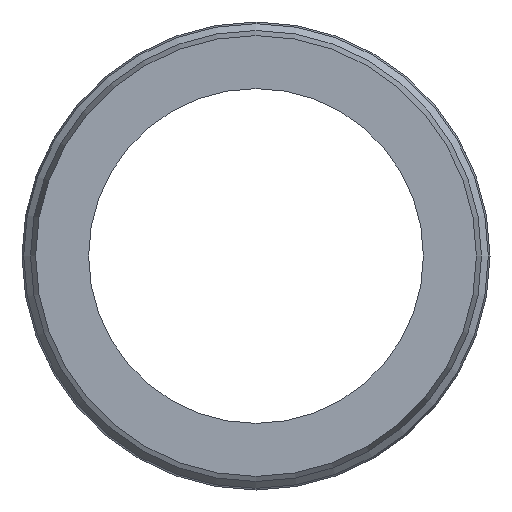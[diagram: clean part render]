
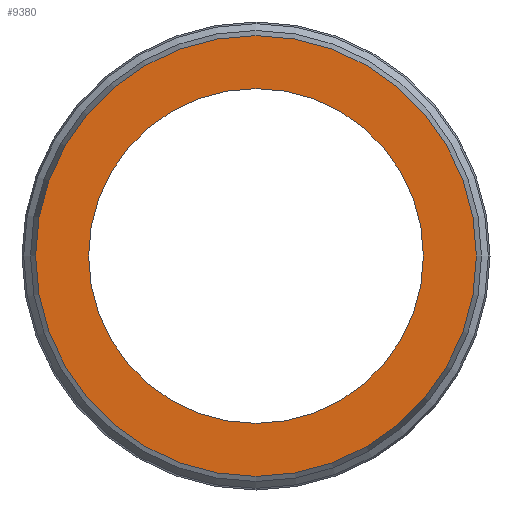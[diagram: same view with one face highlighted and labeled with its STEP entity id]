
A CAD part, front view. The second image highlights one B-rep face of the part: STEP entity #9380.
In plain terms, the highlighted planar face has unit normal (0, -1, 0).
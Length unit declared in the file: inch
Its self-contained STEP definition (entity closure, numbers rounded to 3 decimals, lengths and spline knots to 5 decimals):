
#166=CIRCLE('',#9900,0.49);
#167=CIRCLE('',#9901,0.49);
#168=CIRCLE('',#9903,0.64509);
#169=CIRCLE('',#9904,0.64509);
#215=FACE_BOUND('',#1561,.T.);
#1029=FACE_OUTER_BOUND('',#1560,.T.);
#1560=EDGE_LOOP('',(#8501,#8502));
#1561=EDGE_LOOP('',(#8503,#8504));
#4466=VERTEX_POINT('',#16178);
#4467=VERTEX_POINT('',#16180);
#4468=VERTEX_POINT('',#16184);
#4469=VERTEX_POINT('',#16185);
#5812=EDGE_CURVE('',#4467,#4466,#166,.T.);
#5813=EDGE_CURVE('',#4466,#4467,#167,.T.);
#5814=EDGE_CURVE('',#4468,#4469,#168,.T.);
#5815=EDGE_CURVE('',#4469,#4468,#169,.T.);
#8501=ORIENTED_EDGE('',*,*,#5814,.F.);
#8502=ORIENTED_EDGE('',*,*,#5815,.F.);
#8503=ORIENTED_EDGE('',*,*,#5812,.T.);
#8504=ORIENTED_EDGE('',*,*,#5813,.T.);
#8858=PLANE('',#9902);
#9380=ADVANCED_FACE('',(#1029,#215),#8858,.T.);
#9900=AXIS2_PLACEMENT_3D('',#16181,#11907,#11908);
#9901=AXIS2_PLACEMENT_3D('',#16182,#11909,#11910);
#9902=AXIS2_PLACEMENT_3D('',#16183,#11911,#11912);
#9903=AXIS2_PLACEMENT_3D('',#16186,#11913,#11914);
#9904=AXIS2_PLACEMENT_3D('',#16187,#11915,#11916);
#11907=DIRECTION('center_axis',(0.,1.,0.));
#11908=DIRECTION('ref_axis',(-1.,0.,0.));
#11909=DIRECTION('center_axis',(0.,1.,0.));
#11910=DIRECTION('ref_axis',(-1.,0.,0.));
#11911=DIRECTION('center_axis',(0.,-1.,0.));
#11912=DIRECTION('ref_axis',(0.,0.,-1.));
#11913=DIRECTION('center_axis',(0.,1.,0.));
#11914=DIRECTION('ref_axis',(-1.,0.,0.));
#11915=DIRECTION('center_axis',(0.,1.,0.));
#11916=DIRECTION('ref_axis',(-1.,0.,0.));
#16178=CARTESIAN_POINT('',(0.49,-5.75,0.));
#16180=CARTESIAN_POINT('',(-0.49,-5.75,0.));
#16181=CARTESIAN_POINT('Origin',(0.,-5.75,0.));
#16182=CARTESIAN_POINT('Origin',(0.,-5.75,0.));
#16183=CARTESIAN_POINT('Origin',(-0.56755,-5.75,0.));
#16184=CARTESIAN_POINT('',(-0.64509,-5.75,0.));
#16185=CARTESIAN_POINT('',(0.64509,-5.75,0.));
#16186=CARTESIAN_POINT('Origin',(0.,-5.75,0.));
#16187=CARTESIAN_POINT('Origin',(0.,-5.75,0.));
